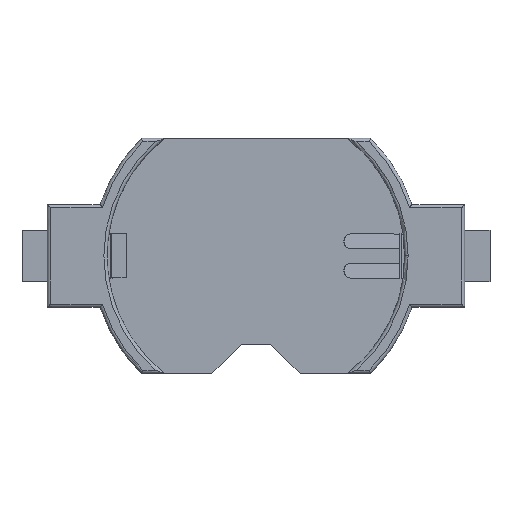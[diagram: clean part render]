
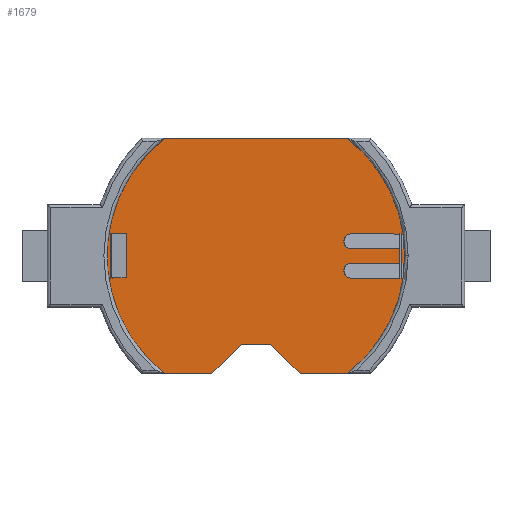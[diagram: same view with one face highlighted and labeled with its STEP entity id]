
A CAD part, top view. The second image highlights one B-rep face of the part: STEP entity #1679.
In plain terms, the highlighted planar face has unit normal (0, 0, 1).
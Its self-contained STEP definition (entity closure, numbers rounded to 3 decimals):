
#885 = VERTEX_POINT('',#886);
#886 = CARTESIAN_POINT('',(-6.222,8.,1.1));
#892 = EDGE_CURVE('',#893,#885,#895,.T.);
#893 = VERTEX_POINT('',#894);
#894 = CARTESIAN_POINT('',(6.222,8.,1.1));
#895 = LINE('',#896,#897);
#896 = CARTESIAN_POINT('',(-7.1,8.,1.1));
#897 = VECTOR('',#898,1.);
#898 = DIRECTION('',(-1.,0.,0.));
#1503 = VERTEX_POINT('',#1504);
#1504 = CARTESIAN_POINT('',(-6.222,-8.,1.1));
#1510 = EDGE_CURVE('',#1511,#1503,#1513,.T.);
#1511 = VERTEX_POINT('',#1512);
#1512 = CARTESIAN_POINT('',(-3.,-8.,1.1));
#1513 = LINE('',#1514,#1515);
#1514 = CARTESIAN_POINT('',(-7.1,-8.,1.1));
#1515 = VECTOR('',#1516,1.);
#1516 = DIRECTION('',(-1.,0.,0.));
#1635 = VERTEX_POINT('',#1636);
#1636 = CARTESIAN_POINT('',(6.222,-8.,1.1));
#1659 = EDGE_CURVE('',#1660,#893,#1662,.T.);
#1660 = VERTEX_POINT('',#1661);
#1661 = CARTESIAN_POINT('',(10.135,0.,1.1));
#1662 = CIRCLE('',#1663,10.135);
#1663 = AXIS2_PLACEMENT_3D('',#1664,#1665,#1666);
#1664 = CARTESIAN_POINT('',(0.,0.,1.1));
#1665 = DIRECTION('',(0.,0.,1.));
#1666 = DIRECTION('',(1.,0.,0.));
#1668 = EDGE_CURVE('',#1635,#1660,#1669,.T.);
#1669 = CIRCLE('',#1670,10.135);
#1670 = AXIS2_PLACEMENT_3D('',#1671,#1672,#1673);
#1671 = CARTESIAN_POINT('',(0.,0.,1.1));
#1672 = DIRECTION('',(0.,0.,1.));
#1673 = DIRECTION('',(1.,0.,0.));
#1679 = ADVANCED_FACE('',(#1680,#1723,#1821),#1855,.T.);
#1680 = FACE_BOUND('',#1681,.T.);
#1681 = EDGE_LOOP('',(#1682,#1683,#1684,#1691,#1692,#1700,#1708,#1716,
#1722));
#1682 = ORIENTED_EDGE('',*,*,#1659,.T.);
#1683 = ORIENTED_EDGE('',*,*,#892,.T.);
#1684 = ORIENTED_EDGE('',*,*,#1685,.T.);
#1685 = EDGE_CURVE('',#885,#1503,#1686,.T.);
#1686 = CIRCLE('',#1687,10.135);
#1687 = AXIS2_PLACEMENT_3D('',#1688,#1689,#1690);
#1688 = CARTESIAN_POINT('',(0.,0.,1.1));
#1689 = DIRECTION('',(0.,0.,1.));
#1690 = DIRECTION('',(1.,0.,0.));
#1691 = ORIENTED_EDGE('',*,*,#1510,.F.);
#1692 = ORIENTED_EDGE('',*,*,#1693,.F.);
#1693 = EDGE_CURVE('',#1694,#1511,#1696,.T.);
#1694 = VERTEX_POINT('',#1695);
#1695 = CARTESIAN_POINT('',(-1.,-6.,1.1));
#1696 = LINE('',#1697,#1698);
#1697 = CARTESIAN_POINT('',(-1.25,-6.25,1.1));
#1698 = VECTOR('',#1699,1.);
#1699 = DIRECTION('',(-0.707,-0.707,0.));
#1700 = ORIENTED_EDGE('',*,*,#1701,.F.);
#1701 = EDGE_CURVE('',#1702,#1694,#1704,.T.);
#1702 = VERTEX_POINT('',#1703);
#1703 = CARTESIAN_POINT('',(1.,-6.,1.1));
#1704 = LINE('',#1705,#1706);
#1705 = CARTESIAN_POINT('',(-0.5,-6.,1.1));
#1706 = VECTOR('',#1707,1.);
#1707 = DIRECTION('',(-1.,0.,0.));
#1708 = ORIENTED_EDGE('',*,*,#1709,.F.);
#1709 = EDGE_CURVE('',#1710,#1702,#1712,.T.);
#1710 = VERTEX_POINT('',#1711);
#1711 = CARTESIAN_POINT('',(3.,-8.,1.1));
#1712 = LINE('',#1713,#1714);
#1713 = CARTESIAN_POINT('',(-0.75,-4.25,1.1));
#1714 = VECTOR('',#1715,1.);
#1715 = DIRECTION('',(-0.707,0.707,0.));
#1716 = ORIENTED_EDGE('',*,*,#1717,.F.);
#1717 = EDGE_CURVE('',#1635,#1710,#1718,.T.);
#1718 = LINE('',#1719,#1720);
#1719 = CARTESIAN_POINT('',(-7.1,-8.,1.1));
#1720 = VECTOR('',#1721,1.);
#1721 = DIRECTION('',(-1.,0.,0.));
#1722 = ORIENTED_EDGE('',*,*,#1668,.T.);
#1723 = FACE_BOUND('',#1724,.T.);
#1724 = EDGE_LOOP('',(#1725,#1735,#1743,#1751,#1759,#1767,#1775,#1783,
#1791,#1799,#1807,#1815));
#1725 = ORIENTED_EDGE('',*,*,#1726,.T.);
#1726 = EDGE_CURVE('',#1727,#1729,#1731,.T.);
#1727 = VERTEX_POINT('',#1728);
#1728 = CARTESIAN_POINT('',(9.885,0.5,1.1));
#1729 = VERTEX_POINT('',#1730);
#1730 = CARTESIAN_POINT('',(9.885,-0.5,1.1));
#1731 = LINE('',#1732,#1733);
#1732 = CARTESIAN_POINT('',(9.885,-0.75,1.1));
#1733 = VECTOR('',#1734,1.);
#1734 = DIRECTION('',(0.,-1.,0.));
#1735 = ORIENTED_EDGE('',*,*,#1736,.T.);
#1736 = EDGE_CURVE('',#1729,#1737,#1739,.T.);
#1737 = VERTEX_POINT('',#1738);
#1738 = CARTESIAN_POINT('',(10.019,-0.5,1.1));
#1739 = LINE('',#1740,#1741);
#1740 = CARTESIAN_POINT('',(5.375,-0.5,1.1));
#1741 = VECTOR('',#1742,1.);
#1742 = DIRECTION('',(1.,0.,0.));
#1743 = ORIENTED_EDGE('',*,*,#1744,.F.);
#1744 = EDGE_CURVE('',#1745,#1737,#1747,.T.);
#1745 = VERTEX_POINT('',#1746);
#1746 = CARTESIAN_POINT('',(10.019,-1.5,1.1));
#1747 = LINE('',#1748,#1749);
#1748 = CARTESIAN_POINT('',(10.019,-0.5,1.1));
#1749 = VECTOR('',#1750,1.);
#1750 = DIRECTION('',(0.,1.,0.));
#1751 = ORIENTED_EDGE('',*,*,#1752,.F.);
#1752 = EDGE_CURVE('',#1753,#1745,#1755,.T.);
#1753 = VERTEX_POINT('',#1754);
#1754 = CARTESIAN_POINT('',(9.726,-1.5,1.1));
#1755 = LINE('',#1756,#1757);
#1756 = CARTESIAN_POINT('',(4.61,-1.5,1.1));
#1757 = VECTOR('',#1758,1.);
#1758 = DIRECTION('',(1.,0.,0.));
#1759 = ORIENTED_EDGE('',*,*,#1760,.T.);
#1760 = EDGE_CURVE('',#1753,#1761,#1763,.T.);
#1761 = VERTEX_POINT('',#1762);
#1762 = CARTESIAN_POINT('',(9.726,-0.5,1.1));
#1763 = LINE('',#1764,#1765);
#1764 = CARTESIAN_POINT('',(9.726,-0.5,1.1));
#1765 = VECTOR('',#1766,1.);
#1766 = DIRECTION('',(0.,1.,0.));
#1767 = ORIENTED_EDGE('',*,*,#1768,.T.);
#1768 = EDGE_CURVE('',#1761,#1769,#1771,.T.);
#1769 = VERTEX_POINT('',#1770);
#1770 = CARTESIAN_POINT('',(9.785,-0.5,1.1));
#1771 = LINE('',#1772,#1773);
#1772 = CARTESIAN_POINT('',(5.375,-0.5,1.1));
#1773 = VECTOR('',#1774,1.);
#1774 = DIRECTION('',(1.,0.,0.));
#1775 = ORIENTED_EDGE('',*,*,#1776,.T.);
#1776 = EDGE_CURVE('',#1769,#1777,#1779,.T.);
#1777 = VERTEX_POINT('',#1778);
#1778 = CARTESIAN_POINT('',(9.785,0.5,1.1));
#1779 = LINE('',#1780,#1781);
#1780 = CARTESIAN_POINT('',(9.785,0.75,1.1));
#1781 = VECTOR('',#1782,1.);
#1782 = DIRECTION('',(0.,1.,0.));
#1783 = ORIENTED_EDGE('',*,*,#1784,.T.);
#1784 = EDGE_CURVE('',#1777,#1785,#1787,.T.);
#1785 = VERTEX_POINT('',#1786);
#1786 = CARTESIAN_POINT('',(9.726,0.5,1.1));
#1787 = LINE('',#1788,#1789);
#1788 = CARTESIAN_POINT('',(2.994,0.5,1.1));
#1789 = VECTOR('',#1790,1.);
#1790 = DIRECTION('',(-1.,0.,0.));
#1791 = ORIENTED_EDGE('',*,*,#1792,.T.);
#1792 = EDGE_CURVE('',#1785,#1793,#1795,.T.);
#1793 = VERTEX_POINT('',#1794);
#1794 = CARTESIAN_POINT('',(9.726,1.5,1.1));
#1795 = LINE('',#1796,#1797);
#1796 = CARTESIAN_POINT('',(9.726,0.5,1.1));
#1797 = VECTOR('',#1798,1.);
#1798 = DIRECTION('',(0.,1.,0.));
#1799 = ORIENTED_EDGE('',*,*,#1800,.F.);
#1800 = EDGE_CURVE('',#1801,#1793,#1803,.T.);
#1801 = VERTEX_POINT('',#1802);
#1802 = CARTESIAN_POINT('',(10.019,1.5,1.1));
#1803 = LINE('',#1804,#1805);
#1804 = CARTESIAN_POINT('',(4.61,1.5,1.1));
#1805 = VECTOR('',#1806,1.);
#1806 = DIRECTION('',(-1.,0.,0.));
#1807 = ORIENTED_EDGE('',*,*,#1808,.F.);
#1808 = EDGE_CURVE('',#1809,#1801,#1811,.T.);
#1809 = VERTEX_POINT('',#1810);
#1810 = CARTESIAN_POINT('',(10.019,0.5,1.1));
#1811 = LINE('',#1812,#1813);
#1812 = CARTESIAN_POINT('',(10.019,0.5,1.1));
#1813 = VECTOR('',#1814,1.);
#1814 = DIRECTION('',(0.,1.,0.));
#1815 = ORIENTED_EDGE('',*,*,#1816,.T.);
#1816 = EDGE_CURVE('',#1809,#1727,#1817,.T.);
#1817 = LINE('',#1818,#1819);
#1818 = CARTESIAN_POINT('',(2.994,0.5,1.1));
#1819 = VECTOR('',#1820,1.);
#1820 = DIRECTION('',(-1.,0.,0.));
#1821 = FACE_BOUND('',#1822,.T.);
#1822 = EDGE_LOOP('',(#1823,#1833,#1841,#1849));
#1823 = ORIENTED_EDGE('',*,*,#1824,.F.);
#1824 = EDGE_CURVE('',#1825,#1827,#1829,.T.);
#1825 = VERTEX_POINT('',#1826);
#1826 = CARTESIAN_POINT('',(-9.885,-1.5,1.1));
#1827 = VERTEX_POINT('',#1828);
#1828 = CARTESIAN_POINT('',(-9.785,-1.5,1.1));
#1829 = LINE('',#1830,#1831);
#1830 = CARTESIAN_POINT('',(-4.872,-1.5,1.1));
#1831 = VECTOR('',#1832,1.);
#1832 = DIRECTION('',(1.,0.,0.));
#1833 = ORIENTED_EDGE('',*,*,#1834,.T.);
#1834 = EDGE_CURVE('',#1825,#1835,#1837,.T.);
#1835 = VERTEX_POINT('',#1836);
#1836 = CARTESIAN_POINT('',(-9.885,1.5,1.1));
#1837 = LINE('',#1838,#1839);
#1838 = CARTESIAN_POINT('',(-9.885,0.75,1.1));
#1839 = VECTOR('',#1840,1.);
#1840 = DIRECTION('',(0.,1.,0.));
#1841 = ORIENTED_EDGE('',*,*,#1842,.F.);
#1842 = EDGE_CURVE('',#1843,#1835,#1845,.T.);
#1843 = VERTEX_POINT('',#1844);
#1844 = CARTESIAN_POINT('',(-9.785,1.5,1.1));
#1845 = LINE('',#1846,#1847);
#1846 = CARTESIAN_POINT('',(-4.872,1.5,1.1));
#1847 = VECTOR('',#1848,1.);
#1848 = DIRECTION('',(-1.,0.,0.));
#1849 = ORIENTED_EDGE('',*,*,#1850,.T.);
#1850 = EDGE_CURVE('',#1843,#1827,#1851,.T.);
#1851 = LINE('',#1852,#1853);
#1852 = CARTESIAN_POINT('',(-9.785,-0.75,1.1));
#1853 = VECTOR('',#1854,1.);
#1854 = DIRECTION('',(0.,-1.,0.));
#1855 = PLANE('',#1856);
#1856 = AXIS2_PLACEMENT_3D('',#1857,#1858,#1859);
#1857 = CARTESIAN_POINT('',(0.,0.,1.1
));
#1858 = DIRECTION('',(0.,0.,1.));
#1859 = DIRECTION('',(1.,0.,0.));
